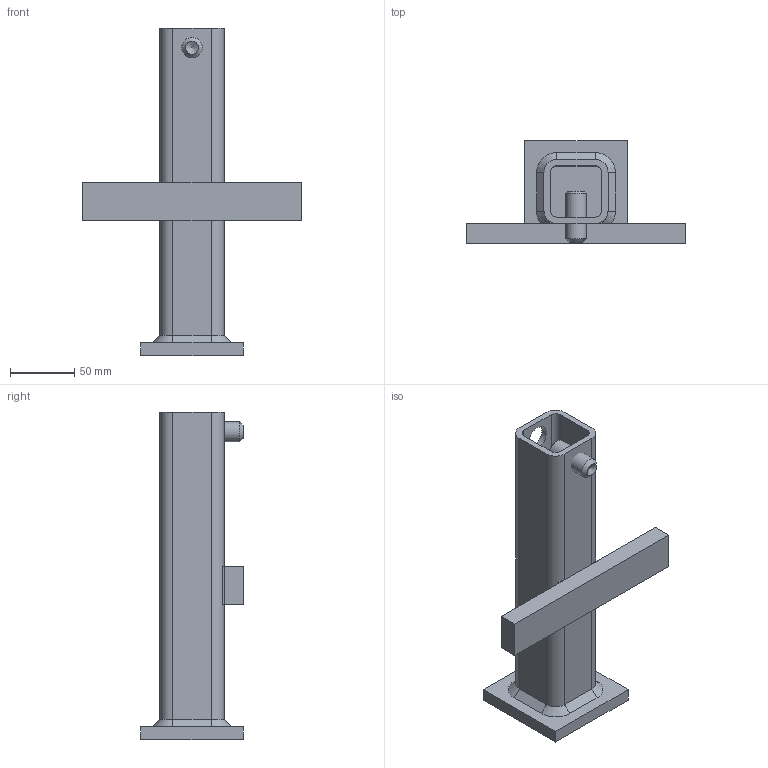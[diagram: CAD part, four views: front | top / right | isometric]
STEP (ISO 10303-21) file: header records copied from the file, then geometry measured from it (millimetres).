
FILE_DESCRIPTION(/* description */ (''),/* implementation_level */ '2;1');
FILE_NAME(/* name */ 'TSS 25 L.stp',/* time_stamp */ '2020-01-28T10:25:08+01:00',/* author */ ('Bruker'),/* organization */ (''),/* preprocessor_version */ 'ST-DEVELOPER v18',/* originating_system */ 'Autodesk Inventor 2020',/* authorisation */ '');
FILE_SCHEMA (('AUTOMOTIVE_DESIGN { 1 0 10303 214 3 1 1 }'));
Length unit declared in the file: millimetre
Products named in the file (6): TSS 25 L; TSS 25 L_1; DIN EN 10219-2 - 50 x 50 x 5  - 245; PL 30x170x10 S355; PL 80x80x80 S355; DIN 916 - M16  x  40
Assembly tree (5 placements, depth 2):
  TSS 25 L
    TSS 25 L_1
    DIN EN 10219-2 - 50 x 50 x 5  - 245
    PL 30x170x10 S355
    PL 80x80x80 S355
    DIN 916 - M16  x  40
Bounding box: 170 x 80 x 255 mm (x, y, z)
Volume: 352565.5 mm3; surface area: 122444.8 mm2
Topology: 7 solids, 7 shells, 78 faces, 181 edges, 115 vertices
Faces by surface type: plane 52, cylinder 18, cone 8
Full cylindrical faces by diameter (mm): 13.835 x2, 16 x1, 20 x1
Entity records: 2449 total; most frequent: DIRECTION 412, CARTESIAN_POINT 383, ORIENTED_EDGE 358, EDGE_CURVE 179, AXIS2_PLACEMENT_3D 144, LINE 124, VECTOR 124, VERTEX_POINT 115
